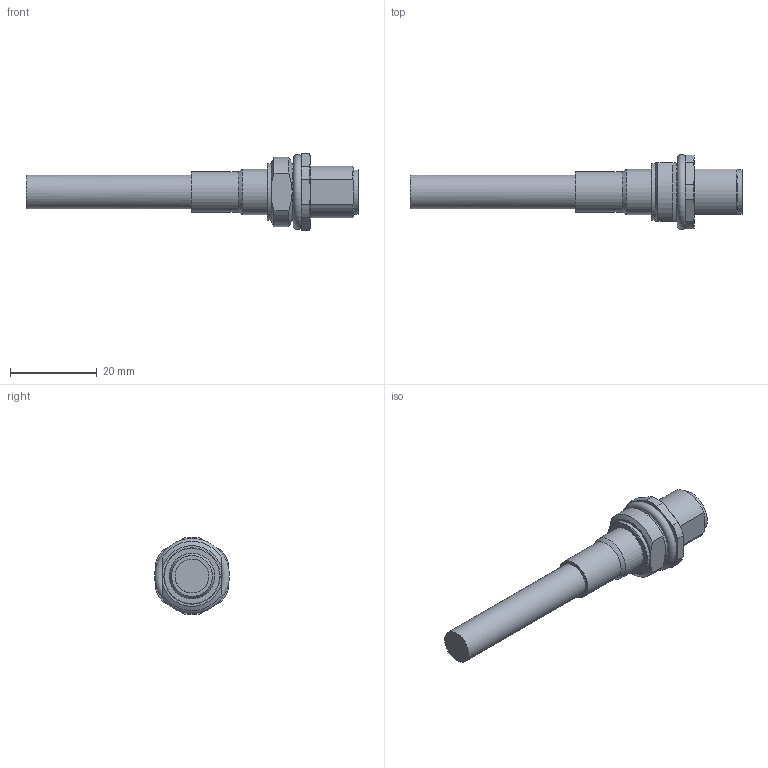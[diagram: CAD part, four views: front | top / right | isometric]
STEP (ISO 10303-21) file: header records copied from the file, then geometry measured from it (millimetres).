
FILE_DESCRIPTION(/* description */ (''),/* implementation_level */ '2;1');
FILE_NAME(/* name */ '70_4433_246_04_001_00.stp',/* time_stamp */ '2012-12-04T16:07:57+01:00',/* author */ (''),/* organization */ (''),/* preprocessor_version */ 'ST-DEVELOPER v11',/* originating_system */ 'SIEMENS UGS NX 6.0',/* authorisation */ '');
FILE_SCHEMA (('AUTOMOTIVE_DESIGN { 1 0 10303 214 1 1 1 1 }'));
Length unit declared in the file: millimetre
Products named in the file (1): kbor56C2hyni
Bounding box: 76.7 x 17.3 x 17.96 mm (x, y, z)
Volume: 5807.6 mm3; surface area: 3338.4 mm2
Topology: 1 solids, 1 shells, 72 faces, 178 edges, 115 vertices
Faces by surface type: plane 25, cylinder 24, cone 18, sphere 4, torus 1
Full cylindrical faces by diameter (mm): 1 x4, 7.8 x1, 9.4 x1, 10.4 x1, 10.5 x1, 13 x1, 13.3 x1
Entity records: 1936 total; most frequent: CARTESIAN_POINT 391, DIRECTION 330, ORIENTED_EDGE 276, AXIS2_PLACEMENT_3D 141, EDGE_CURVE 138, EDGE_LOOP 102, VERTEX_POINT 98, ADVANCED_FACE 72
